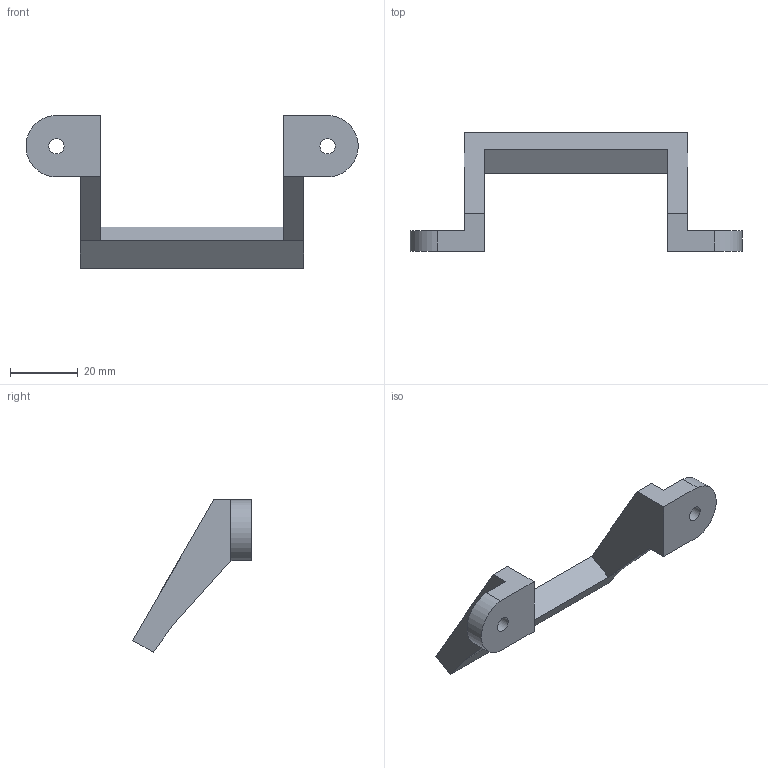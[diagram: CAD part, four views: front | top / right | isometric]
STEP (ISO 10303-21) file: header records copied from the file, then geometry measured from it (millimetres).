
FILE_DESCRIPTION( ( 'STEP AP214' ), '1' );
FILE_NAME( 'UWASNDF80.stp', ' ', ( ' ' ), ( ' ' ), 'PSStep 15.0.47', 'PARTsolutions', ' ' );
FILE_SCHEMA( ( 'AUTOMOTIVE_DESIGN { 1 0 10303 214 1 1 1 1 }' ) );
Length unit declared in the file: millimetre
Products named in the file (1): _UWASNDF80
Bounding box: 97.93 x 35 x 45 mm (x, y, z)
Volume: 13845 mm3; surface area: 6972.9 mm2
Topology: 1 solids, 1 shells, 24 faces, 60 edges, 38 vertices
Faces by surface type: plane 18, cylinder 4, cone 2
Full cylindrical faces by diameter (mm): 4.5 x2
Entity records: 902 total; most frequent: CARTESIAN_POINT 119, DIRECTION 116, ORIENTED_EDGE 112, EDGE_CURVE 56, LINE 46, VECTOR 46, VERTEX_POINT 38, AXIS2_PLACEMENT_3D 35
